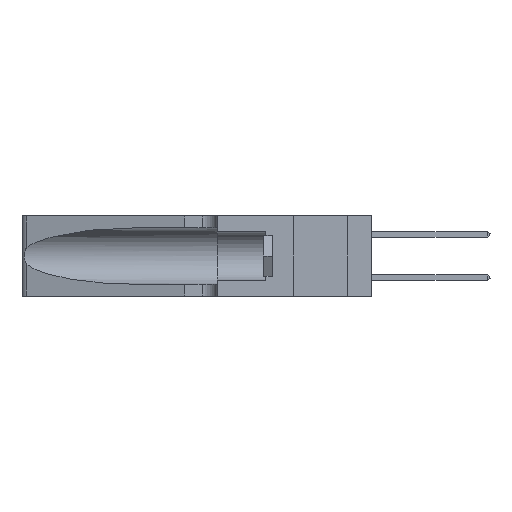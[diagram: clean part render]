
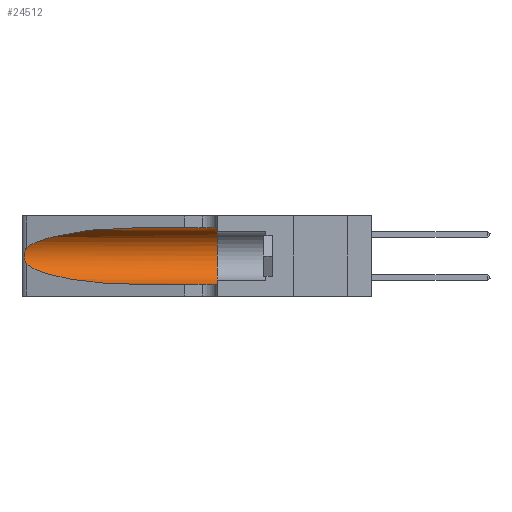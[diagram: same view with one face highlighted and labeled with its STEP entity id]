
A CAD part, left-side view. The second image highlights one B-rep face of the part: STEP entity #24512.
In plain terms, the highlighted cylindrical face has radius 3.308 mm (diameter 6.617 mm), a partial arc.
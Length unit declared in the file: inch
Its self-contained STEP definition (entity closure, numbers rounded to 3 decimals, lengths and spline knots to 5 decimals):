
#1082 = CARTESIAN_POINT ( 'NONE',  ( 0.25487, 1.22718, 0.22369 ) ) ;
#1083 = EDGE_CURVE ( 'NONE', #26335, #16167, #24908, .T. ) ;
#1345 = CARTESIAN_POINT ( 'NONE',  ( 0.1305, 0.72297, 0.31525 ) ) ;
#1602 = CARTESIAN_POINT ( 'NONE',  ( 0.25487, 1.22718, 0.22369 ) ) ;
#1701 = CARTESIAN_POINT ( 'NONE',  ( 0.25555, 1.22993, 0.14849 ) ) ;
#1982 = CARTESIAN_POINT ( 'NONE',  ( 0.1305, 0.35, 0.31525 ) ) ;
#2502 = VECTOR ( 'NONE', #5238, 39.37008 ) ;
#2747 = CIRCLE ( 'NONE', #6607, 0.13025 ) ;
#2944 = ORIENTED_EDGE ( 'NONE', *, *, #5630, .T. ) ;
#3023 = CARTESIAN_POINT ( 'NONE',  ( 0.1305, 1.61858, 0.05475 ) ) ;
#3068 = CARTESIAN_POINT ( 'NONE',  ( 0.1305, 1.61858, 0.31525 ) ) ;
#3214 = LINE ( 'NONE', #3068, #2502 ) ;
#3238 = DIRECTION ( 'NONE',  ( 0., -1., 0. ) ) ;
#4721 = CARTESIAN_POINT ( 'NONE',  ( 0.1305, 0.72297, 0.31525 ) ) ;
#5238 = DIRECTION ( 'NONE',  ( 0., -1., 0. ) ) ;
#5403 = DIRECTION ( 'NONE',  ( 0., 0., -1. ) ) ;
#5630 = EDGE_CURVE ( 'NONE', #16167, #26633, #21128, .T. ) ;
#5925 = B_SPLINE_CURVE_WITH_KNOTS ( 'NONE', 3,
 ( #1602, #14426, #18698, #5971, #20807, #8150, #22916, #10334, #25001, #12440, #27090, #14518, #1701, #16653 ),
 .UNSPECIFIED., .F., .F.,
 ( 4, 2, 2, 2, 2, 2, 4 ),
 ( 0., 0.00027, 0.00053, 0.00107, 0.0016, 0.00187, 0.00214 ),
 .UNSPECIFIED. ) ;
#5971 = CARTESIAN_POINT ( 'NONE',  ( 0.25787, 1.23484, 0.2124 ) ) ;
#6385 = EDGE_LOOP ( 'NONE', ( #19747, #15559, #6766, #2944, #15705, #19017 ) ) ;
#6607 = AXIS2_PLACEMENT_3D ( 'NONE', #22575, #9986, #24659 ) ;
#6766 = ORIENTED_EDGE ( 'NONE', *, *, #1083, .T. ) ;
#7020 = AXIS2_PLACEMENT_3D ( 'NONE', #7474, #3238, #5403 ) ;
#7474 = CARTESIAN_POINT ( 'NONE',  ( 0.1305, 1.61858, 0.185 ) ) ;
#8150 = CARTESIAN_POINT ( 'NONE',  ( 0.26018, 1.23835, 0.19895 ) ) ;
#9041 = CARTESIAN_POINT ( 'NONE',  ( 0.25487, 1.22718, 0.22369 ) ) ;
#9986 = DIRECTION ( 'NONE',  ( 0., 1., 0. ) ) ;
#10334 = CARTESIAN_POINT ( 'NONE',  ( 0.26075, 1.23896, 0.178 ) ) ;
#10343 = EDGE_CURVE ( 'NONE', #13730, #26335, #5925, .T. ) ;
#10589 = VECTOR ( 'NONE', #20039, 39.37008 ) ;
#11219 = EDGE_CURVE ( 'NONE', #21277, #13730, #23539, .T. ) ;
#12433 = EDGE_CURVE ( 'NONE', #21277, #12799, #3214, .T. ) ;
#12440 = CARTESIAN_POINT ( 'NONE',  ( 0.25856, 1.23593, 0.16098 ) ) ;
#12799 = VERTEX_POINT ( 'NONE', #1982 ) ;
#13242 = CYLINDRICAL_SURFACE ( 'NONE', #7020, 0.13025 ) ;
#13730 = VERTEX_POINT ( 'NONE', #1082 ) ;
#14426 = CARTESIAN_POINT ( 'NONE',  ( 0.25555, 1.22994, 0.2215 ) ) ;
#14518 = CARTESIAN_POINT ( 'NONE',  ( 0.25639, 1.23186, 0.15144 ) ) ;
#15559 = ORIENTED_EDGE ( 'NONE', *, *, #10343, .T. ) ;
#15705 = ORIENTED_EDGE ( 'NONE', *, *, #21254, .F. ) ;
#16167 = VERTEX_POINT ( 'NONE', #23767 ) ;
#16507 = CARTESIAN_POINT ( 'NONE',  ( 0.2373, 1.15595, 0.08982 ) ) ;
#16653 = CARTESIAN_POINT ( 'NONE',  ( 0.25487, 1.22718, 0.14631 ) ) ;
#17446 = CARTESIAN_POINT ( 'NONE',  ( 0.18966, 0.96281, 0.31525 ) ) ;
#18698 = CARTESIAN_POINT ( 'NONE',  ( 0.25639, 1.23184, 0.21858 ) ) ;
#18879 = FACE_OUTER_BOUND ( 'NONE', #6385, .T. ) ;
#19017 = ORIENTED_EDGE ( 'NONE', *, *, #12433, .F. ) ;
#19747 = ORIENTED_EDGE ( 'NONE', *, *, #11219, .T. ) ;
#19974 = CARTESIAN_POINT ( 'NONE',  ( 0.25487, 1.22718, 0.14631 ) ) ;
#20039 = DIRECTION ( 'NONE',  ( 0., -1., 0. ) ) ;
#20807 = CARTESIAN_POINT ( 'NONE',  ( 0.25854, 1.2359, 0.20912 ) ) ;
#21128 = LINE ( 'NONE', #3023, #10589 ) ;
#21254 = EDGE_CURVE ( 'NONE', #12799, #26633, #2747, .T. ) ;
#21277 = VERTEX_POINT ( 'NONE', #1345 ) ;
#21679 = CARTESIAN_POINT ( 'NONE',  ( 0.2373, 1.15595, 0.28018 ) ) ;
#22575 = CARTESIAN_POINT ( 'NONE',  ( 0.1305, 0.35, 0.185 ) ) ;
#22916 = CARTESIAN_POINT ( 'NONE',  ( 0.26075, 1.23896, 0.19203 ) ) ;
#23539 =( BOUNDED_CURVE ( )  B_SPLINE_CURVE ( 3, ( #4721, #17446, #21679, #9041 ),
 .UNSPECIFIED., .F., .T. ) 
 B_SPLINE_CURVE_WITH_KNOTS ( ( 4, 4 ),
 ( 1.5708, 2.84003 ),
 .UNSPECIFIED. ) 
 CURVE ( )  GEOMETRIC_REPRESENTATION_ITEM ( )  RATIONAL_B_SPLINE_CURVE ( ( 1., 0.87, 0.87, 1. ) ) 
 REPRESENTATION_ITEM ( '' )  );
#23747 = CARTESIAN_POINT ( 'NONE',  ( 0.18966, 0.96281, 0.05475 ) ) ;
#23767 = CARTESIAN_POINT ( 'NONE',  ( 0.1305, 0.72297, 0.05475 ) ) ;
#24512 = ADVANCED_FACE ( 'NONE', ( #18879 ), #13242, .F. ) ;
#24659 = DIRECTION ( 'NONE',  ( 0., 0., 1. ) ) ;
#24908 =( BOUNDED_CURVE ( )  B_SPLINE_CURVE ( 3, ( #27036, #16507, #23747, #26627 ),
 .UNSPECIFIED., .F., .F. ) 
 B_SPLINE_CURVE_WITH_KNOTS ( ( 4, 4 ),
 ( 3.44316, 4.71239 ),
 .UNSPECIFIED. ) 
 CURVE ( )  GEOMETRIC_REPRESENTATION_ITEM ( )  RATIONAL_B_SPLINE_CURVE ( ( 1., 0.87, 0.87, 1. ) ) 
 REPRESENTATION_ITEM ( '' )  );
#25001 = CARTESIAN_POINT ( 'NONE',  ( 0.26017, 1.23833, 0.17102 ) ) ;
#25069 = CARTESIAN_POINT ( 'NONE',  ( 0.1305, 0.35, 0.05475 ) ) ;
#26335 = VERTEX_POINT ( 'NONE', #19974 ) ;
#26627 = CARTESIAN_POINT ( 'NONE',  ( 0.1305, 0.72297, 0.05475 ) ) ;
#26633 = VERTEX_POINT ( 'NONE', #25069 ) ;
#27036 = CARTESIAN_POINT ( 'NONE',  ( 0.25487, 1.22718, 0.14631 ) ) ;
#27090 = CARTESIAN_POINT ( 'NONE',  ( 0.25789, 1.23486, 0.15765 ) ) ;
